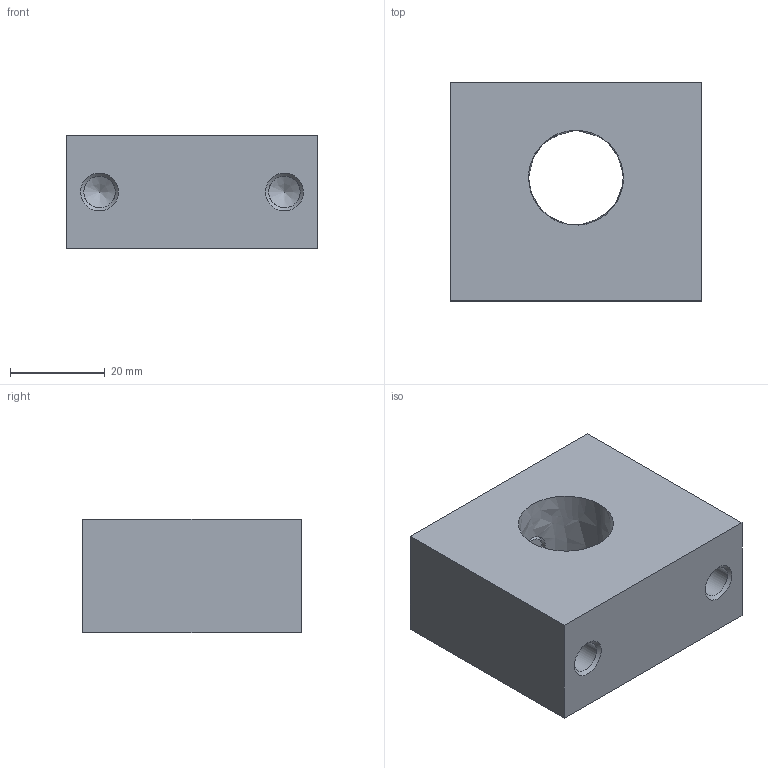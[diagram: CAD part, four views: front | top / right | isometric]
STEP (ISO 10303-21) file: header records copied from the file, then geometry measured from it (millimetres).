
FILE_DESCRIPTION ((), '1');
FILE_NAME ('WB59-520.stp', '2019-01-17T16:48:15', ('Unknown'), ('Unknown'), 'HarmonyWare STEP v2.0.5', 'Vectorworks', '');
FILE_SCHEMA (('CONFIG_CONTROL_DESIGN'));
Length unit declared in the file: millimetre
Products named in the file (1): NONE
Bounding box: 53 x 46 x 24 mm (x, y, z)
Volume: 48215.6 mm3; surface area: 12094.7 mm2
Topology: 1 solids, 1 shells, 30 faces, 91 edges, 68 vertices
Faces by surface type: bspline 30
Entity records: 1435 total; most frequent: CARTESIAN_POINT 836, ORIENTED_EDGE 178, EDGE_CURVE 89, VERTEX_POINT 68, B_SPLINE_CURVE_WITH_KNOTS 46, EDGE_LOOP 39, FACE_OUTER_BOUND 30, ADVANCED_FACE 30
